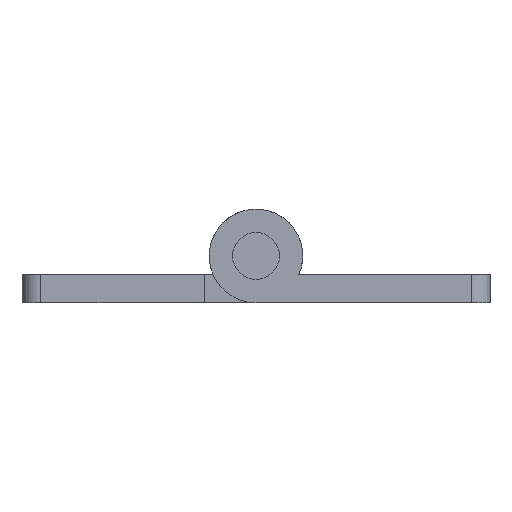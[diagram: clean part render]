
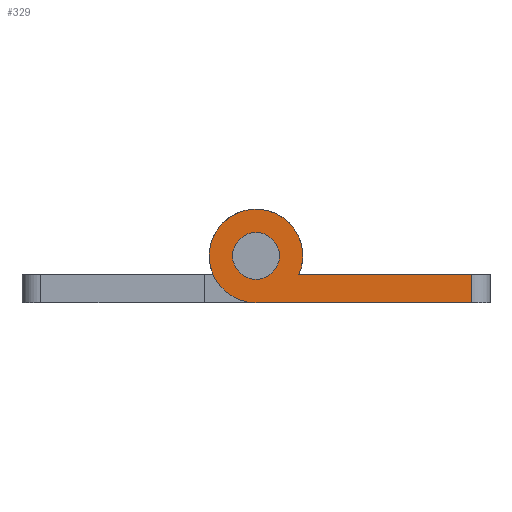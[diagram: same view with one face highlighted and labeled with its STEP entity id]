
A CAD part, front view. The second image highlights one B-rep face of the part: STEP entity #329.
In plain terms, the highlighted planar face has unit normal (0, -1, 0).
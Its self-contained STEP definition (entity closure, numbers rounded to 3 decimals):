
#46 = VERTEX_POINT ( 'NONE', #1314 ) ;
#47 = VERTEX_POINT ( 'NONE', #1313 ) ;
#50 = EDGE_CURVE ( 'NONE', #153, #47, #1311, .T. ) ;
#138 = EDGE_CURVE ( 'NONE', #152, #153, #1358, .T. ) ;
#152 = VERTEX_POINT ( 'NONE', #1542 ) ;
#153 = VERTEX_POINT ( 'NONE', #1541 ) ;
#157 = VERTEX_POINT ( 'NONE', #1458 ) ;
#161 = EDGE_CURVE ( 'NONE', #46, #157, #1452, .T. ) ;
#168 = EDGE_LOOP ( 'NONE', ( #169, #233, #235, #236 ) ) ;
#169 = ORIENTED_EDGE ( 'NONE', *, *, #138, .F. ) ;
#233 = ORIENTED_EDGE ( 'NONE', *, *, #234, .T. ) ;
#234 = EDGE_CURVE ( 'NONE', #152, #409, #1725, .T. ) ;
#235 = ORIENTED_EDGE ( 'NONE', *, *, #408, .F. ) ;
#236 = ORIENTED_EDGE ( 'NONE', *, *, #50, .F. ) ;
#329 = ADVANCED_FACE ( 'NONE', ( #1602, #1601 ), #1600, .F. ) ;
#330 = EDGE_LOOP ( 'NONE', ( #331, #440 ) ) ;
#331 = ORIENTED_EDGE ( 'NONE', *, *, #439, .T. ) ;
#408 = EDGE_CURVE ( 'NONE', #47, #409, #1976, .T. ) ;
#409 = VERTEX_POINT ( 'NONE', #1972 ) ;
#439 = EDGE_CURVE ( 'NONE', #157, #46, #1995, .T. ) ;
#440 = ORIENTED_EDGE ( 'NONE', *, *, #161, .T. ) ;
#1307 = DIRECTION ( 'NONE',  ( 0., 0., 1. ) ) ;
#1308 = DIRECTION ( 'NONE',  ( 0., 1., 0. ) ) ;
#1309 = CARTESIAN_POINT ( 'NONE',  ( 0., -37.5, 0. ) ) ;
#1310 = AXIS2_PLACEMENT_3D ( 'NONE', #1309, #1308, #1307 ) ;
#1311 = CIRCLE ( 'NONE', #1310, 5. ) ;
#1313 = CARTESIAN_POINT ( 'NONE',  ( 4.583, -37.5, -2. ) ) ;
#1314 = CARTESIAN_POINT ( 'NONE',  ( 0., -37.5, -2.5 ) ) ;
#1355 = DIRECTION ( 'NONE',  ( -1., 0., 0. ) ) ;
#1356 = VECTOR ( 'NONE', #1355, 1000. ) ;
#1357 = CARTESIAN_POINT ( 'NONE',  ( 25., -37.5, -5. ) ) ;
#1358 = LINE ( 'NONE', #1357, #1356 ) ;
#1451 = CARTESIAN_POINT ( 'NONE',  ( 0., -37.5, 0. ) ) ;
#1452 = CIRCLE ( 'NONE', #1472, 2.5 ) ;
#1458 = CARTESIAN_POINT ( 'NONE',  ( 0., -37.5, 2.5 ) ) ;
#1470 = DIRECTION ( 'NONE',  ( 0., 0., 1. ) ) ;
#1471 = DIRECTION ( 'NONE',  ( 0., 1., 0. ) ) ;
#1472 = AXIS2_PLACEMENT_3D ( 'NONE', #1451, #1471, #1470 ) ;
#1541 = CARTESIAN_POINT ( 'NONE',  ( 0., -37.5, -5. ) ) ;
#1542 = CARTESIAN_POINT ( 'NONE',  ( 23., -37.5, -5. ) ) ;
#1600 = PLANE ( 'NONE',  #1694 ) ;
#1601 = FACE_OUTER_BOUND ( 'NONE', #168, .T. ) ;
#1602 = FACE_BOUND ( 'NONE', #330, .T. ) ;
#1691 = DIRECTION ( 'NONE',  ( 0., 0., 1. ) ) ;
#1692 = DIRECTION ( 'NONE',  ( 0., 1., 0. ) ) ;
#1693 = CARTESIAN_POINT ( 'NONE',  ( 0., -37.5, 0. ) ) ;
#1694 = AXIS2_PLACEMENT_3D ( 'NONE', #1693, #1692, #1691 ) ;
#1722 = DIRECTION ( 'NONE',  ( 0., 0., 1. ) ) ;
#1723 = VECTOR ( 'NONE', #1722, 1000. ) ;
#1724 = CARTESIAN_POINT ( 'NONE',  ( 23., -37.5, 0. ) ) ;
#1725 = LINE ( 'NONE', #1724, #1723 ) ;
#1972 = CARTESIAN_POINT ( 'NONE',  ( 23., -37.5, -2. ) ) ;
#1973 = DIRECTION ( 'NONE',  ( 1., 0., 0. ) ) ;
#1974 = VECTOR ( 'NONE', #1973, 1000. ) ;
#1975 = CARTESIAN_POINT ( 'NONE',  ( 4.583, -37.5, -2. ) ) ;
#1976 = LINE ( 'NONE', #1975, #1974 ) ;
#1992 = DIRECTION ( 'NONE',  ( 0., 1., 0. ) ) ;
#1993 = CARTESIAN_POINT ( 'NONE',  ( 0., -37.5, 0. ) ) ;
#1994 = AXIS2_PLACEMENT_3D ( 'NONE', #1993, #1992, #2036 ) ;
#1995 = CIRCLE ( 'NONE', #1994, 2.5 ) ;
#2036 = DIRECTION ( 'NONE',  ( 0., 0., 1. ) ) ;
